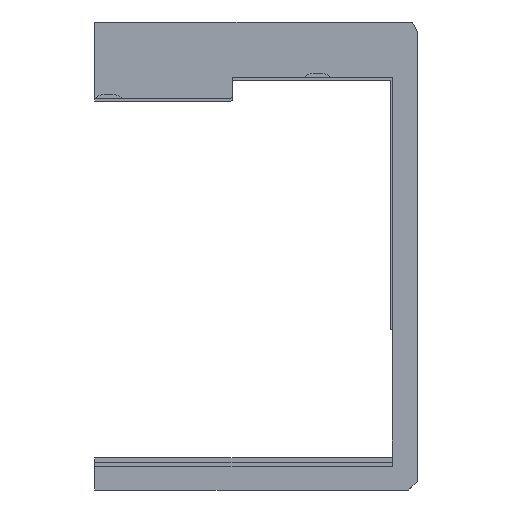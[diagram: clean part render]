
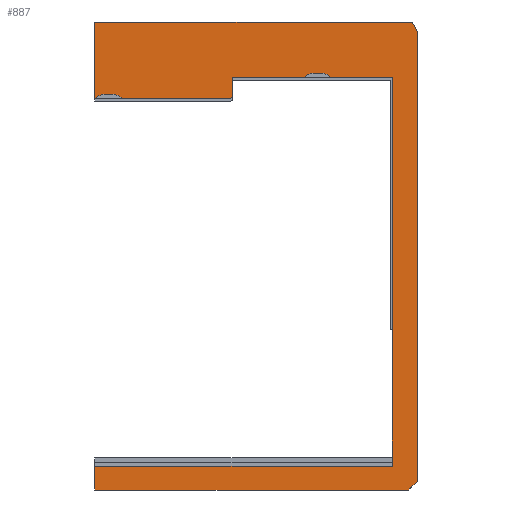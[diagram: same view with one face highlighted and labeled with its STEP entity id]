
A CAD part, front view. The second image highlights one B-rep face of the part: STEP entity #887.
In plain terms, the highlighted planar face has unit normal (0, -1, 0).
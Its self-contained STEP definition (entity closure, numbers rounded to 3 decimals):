
#25=CIRCLE('',#958,5.696);
#26=CIRCLE('',#959,6.509);
#27=CIRCLE('',#960,1.);
#28=CIRCLE('',#961,5.696);
#29=CIRCLE('',#962,6.509);
#84=FACE_OUTER_BOUND('',#131,.T.);
#131=EDGE_LOOP('',(#629,#630,#631,#632,#633,#634,#635,#636,#637,#638,#639,
#640,#641,#642,#643,#644,#645,#646,#647,#648,#649));
#173=LINE('',#1265,#280);
#179=LINE('',#1278,#286);
#195=LINE('',#1310,#302);
#197=LINE('',#1314,#304);
#200=LINE('',#1320,#307);
#201=LINE('',#1322,#308);
#202=LINE('',#1324,#309);
#203=LINE('',#1325,#310);
#204=LINE('',#1327,#311);
#205=LINE('',#1331,#312);
#206=LINE('',#1335,#313);
#207=LINE('',#1339,#314);
#208=LINE('',#1341,#315);
#209=LINE('',#1345,#316);
#210=LINE('',#1349,#317);
#211=LINE('',#1350,#318);
#280=VECTOR('',#1022,10.);
#286=VECTOR('',#1030,10.);
#302=VECTOR('',#1054,10.);
#304=VECTOR('',#1058,10.);
#307=VECTOR('',#1063,10.);
#308=VECTOR('',#1064,10.);
#309=VECTOR('',#1065,10.);
#310=VECTOR('',#1066,10.);
#311=VECTOR('',#1067,10.);
#312=VECTOR('',#1070,10.);
#313=VECTOR('',#1073,10.);
#314=VECTOR('',#1076,10.);
#315=VECTOR('',#1077,10.);
#316=VECTOR('',#1080,10.);
#317=VECTOR('',#1083,10.);
#318=VECTOR('',#1084,10.);
#387=VERTEX_POINT('',#1262);
#388=VERTEX_POINT('',#1264);
#393=VERTEX_POINT('',#1276);
#394=VERTEX_POINT('',#1277);
#406=VERTEX_POINT('',#1309);
#407=VERTEX_POINT('',#1313);
#409=VERTEX_POINT('',#1319);
#410=VERTEX_POINT('',#1321);
#411=VERTEX_POINT('',#1323);
#412=VERTEX_POINT('',#1326);
#413=VERTEX_POINT('',#1328);
#414=VERTEX_POINT('',#1330);
#415=VERTEX_POINT('',#1332);
#416=VERTEX_POINT('',#1334);
#417=VERTEX_POINT('',#1336);
#418=VERTEX_POINT('',#1338);
#419=VERTEX_POINT('',#1340);
#420=VERTEX_POINT('',#1342);
#421=VERTEX_POINT('',#1344);
#422=VERTEX_POINT('',#1346);
#423=VERTEX_POINT('',#1348);
#468=EDGE_CURVE('',#387,#388,#173,.T.);
#474=EDGE_CURVE('',#393,#394,#179,.T.);
#490=EDGE_CURVE('',#394,#406,#195,.T.);
#492=EDGE_CURVE('',#388,#407,#197,.T.);
#495=EDGE_CURVE('',#409,#393,#200,.T.);
#496=EDGE_CURVE('',#410,#409,#201,.T.);
#497=EDGE_CURVE('',#411,#410,#202,.T.);
#498=EDGE_CURVE('',#407,#411,#203,.T.);
#499=EDGE_CURVE('',#412,#387,#204,.T.);
#500=EDGE_CURVE('',#413,#412,#25,.T.);
#501=EDGE_CURVE('',#414,#413,#205,.T.);
#502=EDGE_CURVE('',#415,#414,#26,.T.);
#503=EDGE_CURVE('',#415,#416,#206,.T.);
#504=EDGE_CURVE('',#416,#417,#27,.T.);
#505=EDGE_CURVE('',#417,#418,#207,.T.);
#506=EDGE_CURVE('',#419,#418,#208,.T.);
#507=EDGE_CURVE('',#420,#419,#28,.T.);
#508=EDGE_CURVE('',#421,#420,#209,.T.);
#509=EDGE_CURVE('',#422,#421,#29,.T.);
#510=EDGE_CURVE('',#423,#422,#210,.T.);
#511=EDGE_CURVE('',#406,#423,#211,.T.);
#629=ORIENTED_EDGE('',*,*,#474,.F.);
#630=ORIENTED_EDGE('',*,*,#495,.F.);
#631=ORIENTED_EDGE('',*,*,#496,.F.);
#632=ORIENTED_EDGE('',*,*,#497,.F.);
#633=ORIENTED_EDGE('',*,*,#498,.F.);
#634=ORIENTED_EDGE('',*,*,#492,.F.);
#635=ORIENTED_EDGE('',*,*,#468,.F.);
#636=ORIENTED_EDGE('',*,*,#499,.F.);
#637=ORIENTED_EDGE('',*,*,#500,.F.);
#638=ORIENTED_EDGE('',*,*,#501,.F.);
#639=ORIENTED_EDGE('',*,*,#502,.F.);
#640=ORIENTED_EDGE('',*,*,#503,.T.);
#641=ORIENTED_EDGE('',*,*,#504,.T.);
#642=ORIENTED_EDGE('',*,*,#505,.T.);
#643=ORIENTED_EDGE('',*,*,#506,.F.);
#644=ORIENTED_EDGE('',*,*,#507,.F.);
#645=ORIENTED_EDGE('',*,*,#508,.F.);
#646=ORIENTED_EDGE('',*,*,#509,.F.);
#647=ORIENTED_EDGE('',*,*,#510,.F.);
#648=ORIENTED_EDGE('',*,*,#511,.F.);
#649=ORIENTED_EDGE('',*,*,#490,.F.);
#851=PLANE('',#957);
#887=ADVANCED_FACE('',(#84),#851,.F.);
#957=AXIS2_PLACEMENT_3D('',#1318,#1061,#1062);
#958=AXIS2_PLACEMENT_3D('',#1329,#1068,#1069);
#959=AXIS2_PLACEMENT_3D('',#1333,#1071,#1072);
#960=AXIS2_PLACEMENT_3D('',#1337,#1074,#1075);
#961=AXIS2_PLACEMENT_3D('',#1343,#1078,#1079);
#962=AXIS2_PLACEMENT_3D('',#1347,#1081,#1082);
#1022=DIRECTION('',(0.,0.,1.));
#1030=DIRECTION('',(0.,0.,1.));
#1054=DIRECTION('',(1.,0.,0.));
#1058=DIRECTION('',(1.,0.,0.));
#1061=DIRECTION('center_axis',(0.,1.,0.));
#1062=DIRECTION('ref_axis',(0.,0.,1.));
#1063=DIRECTION('',(-1.,0.,0.));
#1064=DIRECTION('',(-0.707,0.,-0.707));
#1065=DIRECTION('',(0.,0.,-1.));
#1066=DIRECTION('',(0.447,0.,-0.894));
#1067=DIRECTION('',(-1.,0.,0.));
#1068=DIRECTION('center_axis',(0.,-1.,0.));
#1069=DIRECTION('ref_axis',(0.659,0.,-0.752));
#1070=DIRECTION('',(-1.,0.,0.));
#1071=DIRECTION('center_axis',(0.,-1.,0.));
#1072=DIRECTION('ref_axis',(-0.217,0.,-0.976));
#1073=DIRECTION('',(1.,0.,0.));
#1074=DIRECTION('center_axis',(0.,-1.,0.));
#1075=DIRECTION('ref_axis',(0.,0.,1.));
#1076=DIRECTION('',(0.,0.,1.));
#1077=DIRECTION('',(-1.,0.,0.));
#1078=DIRECTION('center_axis',(0.,-1.,0.));
#1079=DIRECTION('ref_axis',(0.659,0.,-0.752));
#1080=DIRECTION('',(-1.,0.,0.));
#1081=DIRECTION('center_axis',(0.,-1.,0.));
#1082=DIRECTION('ref_axis',(-0.217,0.,-0.976));
#1083=DIRECTION('',(-1.,0.,0.));
#1084=DIRECTION('',(0.,0.,1.));
#1262=CARTESIAN_POINT('',(46.235,0.,60.778));
#1264=CARTESIAN_POINT('',(46.235,0.,86.778));
#1265=CARTESIAN_POINT('',(46.235,0.,21.045));
#1276=CARTESIAN_POINT('',(46.235,0.,-72.751));
#1277=CARTESIAN_POINT('',(46.235,0.,-64.587));
#1278=CARTESIAN_POINT('',(46.235,0.,21.045));
#1309=CARTESIAN_POINT('',(147.735,0.,-64.587));
#1310=CARTESIAN_POINT('',(27.735,0.,-64.587));
#1313=CARTESIAN_POINT('',(154.56,0.,86.778));
#1314=CARTESIAN_POINT('',(-147.365,0.,86.778));
#1318=CARTESIAN_POINT('Origin',(4.435,0.,7.013));
#1319=CARTESIAN_POINT('',(153.235,0.,-72.751));
#1320=CARTESIAN_POINT('',(156.235,0.,-72.751));
#1321=CARTESIAN_POINT('',(156.235,0.,-69.751));
#1322=CARTESIAN_POINT('',(136.726,0.,-89.26));
#1323=CARTESIAN_POINT('',(156.235,0.,83.428));
#1324=CARTESIAN_POINT('',(156.235,0.,86.778));
#1325=CARTESIAN_POINT('',(155.844,0.,84.21));
#1326=CARTESIAN_POINT('',(46.461,0.,60.778));
#1327=CARTESIAN_POINT('',(46.461,0.,60.778));
#1328=CARTESIAN_POINT('',(50.03,0.,62.187));
#1329=CARTESIAN_POINT('Origin',(50.214,0.,56.494));
#1330=CARTESIAN_POINT('',(52.836,0.,62.187));
#1331=CARTESIAN_POINT('',(52.836,0.,62.187));
#1332=CARTESIAN_POINT('',(55.655,0.,60.778));
#1333=CARTESIAN_POINT('Origin',(51.422,0.,55.833));
#1334=CARTESIAN_POINT('',(92.335,0.,60.778));
#1335=CARTESIAN_POINT('',(91.735,0.,60.778));
#1336=CARTESIAN_POINT('',(93.335,0.,61.778));
#1337=CARTESIAN_POINT('Origin',(92.335,0.,61.778));
#1338=CARTESIAN_POINT('',(93.335,0.,67.928));
#1339=CARTESIAN_POINT('',(93.335,0.,37.471));
#1340=CARTESIAN_POINT('',(117.612,0.,67.928));
#1341=CARTESIAN_POINT('',(117.612,0.,67.928));
#1342=CARTESIAN_POINT('',(121.181,0.,69.337));
#1343=CARTESIAN_POINT('Origin',(121.366,0.,63.644));
#1344=CARTESIAN_POINT('',(123.988,0.,69.337));
#1345=CARTESIAN_POINT('',(123.988,0.,69.337));
#1346=CARTESIAN_POINT('',(126.806,0.,67.928));
#1347=CARTESIAN_POINT('Origin',(122.573,0.,62.983));
#1348=CARTESIAN_POINT('',(147.735,0.,67.928));
#1349=CARTESIAN_POINT('',(147.735,0.,67.928));
#1350=CARTESIAN_POINT('',(147.735,0.,-64.587));
